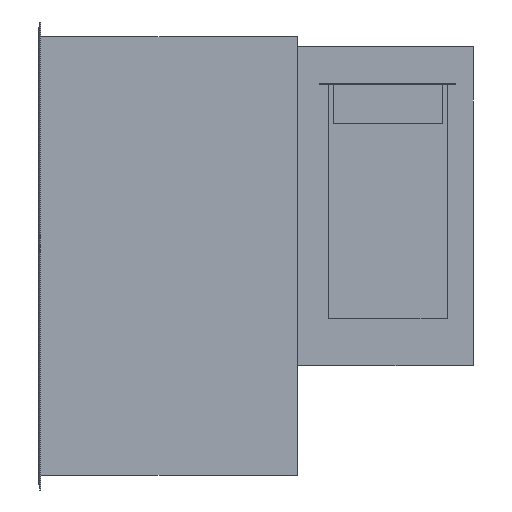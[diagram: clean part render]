
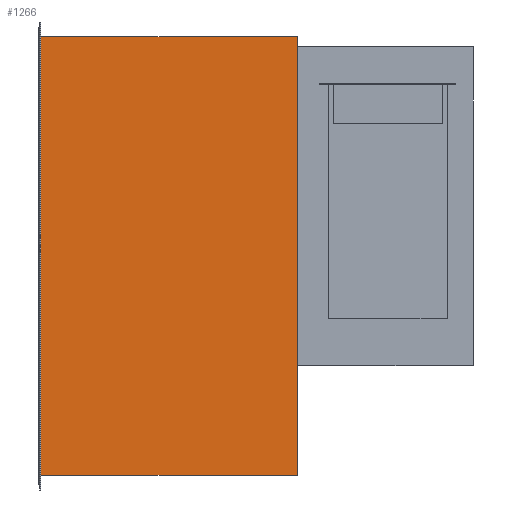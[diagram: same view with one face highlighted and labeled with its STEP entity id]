
A CAD part, left-side view. The second image highlights one B-rep face of the part: STEP entity #1266.
In plain terms, the highlighted planar face has unit normal (-1, 0, 0).
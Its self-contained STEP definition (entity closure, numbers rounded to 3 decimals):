
#60=FACE_OUTER_BOUND('',#146,.T.);
#146=EDGE_LOOP('',(#897,#898,#899,#900));
#245=LINE('',#1866,#411);
#251=LINE('',#1880,#417);
#252=LINE('',#1881,#418);
#253=LINE('',#1882,#419);
#411=VECTOR('',#1513,10.);
#417=VECTOR('',#1527,10.);
#418=VECTOR('',#1528,10.);
#419=VECTOR('',#1529,10.);
#567=VERTEX_POINT('',#1864);
#568=VERTEX_POINT('',#1865);
#571=VERTEX_POINT('',#1878);
#572=VERTEX_POINT('',#1879);
#689=EDGE_CURVE('',#567,#568,#245,.T.);
#695=EDGE_CURVE('',#571,#572,#251,.T.);
#696=EDGE_CURVE('',#572,#568,#252,.T.);
#697=EDGE_CURVE('',#571,#567,#253,.T.);
#897=ORIENTED_EDGE('',*,*,#695,.T.);
#898=ORIENTED_EDGE('',*,*,#696,.T.);
#899=ORIENTED_EDGE('',*,*,#689,.F.);
#900=ORIENTED_EDGE('',*,*,#697,.F.);
#1184=PLANE('',#1384);
#1266=ADVANCED_FACE('',(#60),#1184,.T.);
#1384=AXIS2_PLACEMENT_3D('',#1877,#1525,#1526);
#1513=DIRECTION('',(0.,0.,1.));
#1525=DIRECTION('center_axis',(-1.,0.,0.));
#1526=DIRECTION('ref_axis',(0.,0.,1.));
#1527=DIRECTION('',(0.,0.,1.));
#1528=DIRECTION('',(0.,1.,0.));
#1529=DIRECTION('',(0.,1.,0.));
#1864=CARTESIAN_POINT('',(-362.5,387.,-330.));
#1865=CARTESIAN_POINT('',(-362.5,387.,330.));
#1866=CARTESIAN_POINT('',(-362.5,387.,-330.));
#1877=CARTESIAN_POINT('Origin',(-362.5,0.,-330.));
#1878=CARTESIAN_POINT('',(-362.5,0.,-330.));
#1879=CARTESIAN_POINT('',(-362.5,0.,330.));
#1880=CARTESIAN_POINT('',(-362.5,0.,-330.));
#1881=CARTESIAN_POINT('',(-362.5,0.,330.));
#1882=CARTESIAN_POINT('',(-362.5,0.,-330.));
